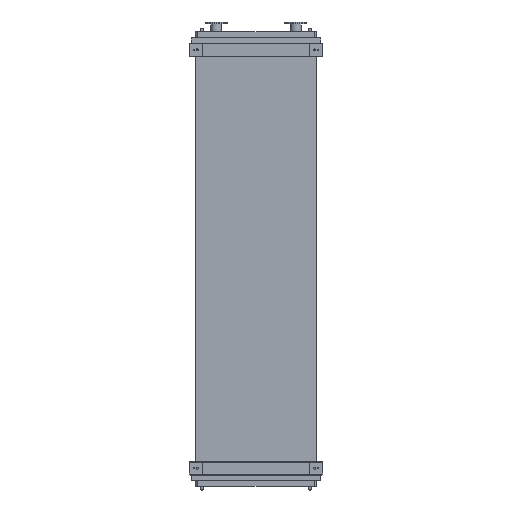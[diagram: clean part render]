
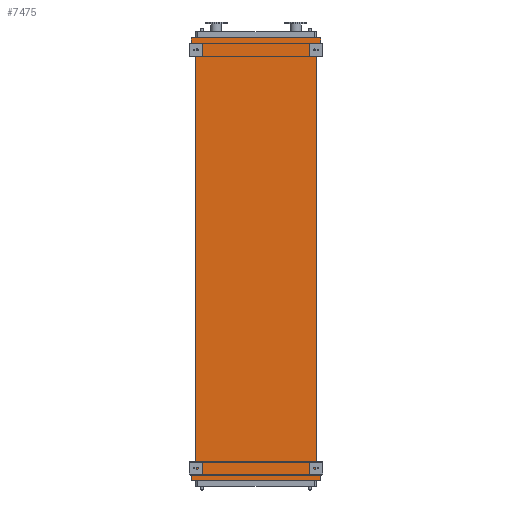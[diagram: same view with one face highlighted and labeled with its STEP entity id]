
A CAD part, front view. The second image highlights one B-rep face of the part: STEP entity #7475.
In plain terms, the highlighted planar face has unit normal (0, -1, 0).
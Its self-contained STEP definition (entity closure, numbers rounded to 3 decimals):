
#390 = CARTESIAN_POINT ( 'NONE',  ( 605., 0., -4250. ) ) ;
#596 = LINE ( 'NONE', #1575, #24822 ) ;
#892 = VECTOR ( 'NONE', #20646, 1000. ) ;
#1229 = VECTOR ( 'NONE', #1725, 1000. ) ;
#1575 = CARTESIAN_POINT ( 'NONE',  ( -605., 0., 0. ) ) ;
#1725 = DIRECTION ( 'NONE',  ( 0., 0., 1. ) ) ;
#1748 = DIRECTION ( 'NONE',  ( 0., 0., -1. ) ) ;
#1884 = LINE ( 'NONE', #24182, #11893 ) ;
#2469 = VERTEX_POINT ( 'NONE', #23182 ) ;
#3113 = ORIENTED_EDGE ( 'NONE', *, *, #17735, .T. ) ;
#3397 = DIRECTION ( 'NONE',  ( 0., 0., 1. ) ) ;
#3956 = VERTEX_POINT ( 'NONE', #18546 ) ;
#4022 = LINE ( 'NONE', #13352, #23694 ) ;
#4331 = VECTOR ( 'NONE', #12395, 1000. ) ;
#4359 = LINE ( 'NONE', #24105, #22336 ) ;
#4671 = ORIENTED_EDGE ( 'NONE', *, *, #16502, .F. ) ;
#5007 = DIRECTION ( 'NONE',  ( 0., 0., 1. ) ) ;
#5452 = CARTESIAN_POINT ( 'NONE',  ( -605., 0., -4250. ) ) ;
#5896 = ORIENTED_EDGE ( 'NONE', *, *, #18615, .F. ) ;
#5899 = CARTESIAN_POINT ( 'NONE',  ( -651., 0., -4303. ) ) ;
#6547 = VERTEX_POINT ( 'NONE', #18710 ) ;
#6919 = CARTESIAN_POINT ( 'NONE',  ( -605., 0., -4250. ) ) ;
#7229 = CARTESIAN_POINT ( 'NONE',  ( -651., 0., -4303. ) ) ;
#7347 = DIRECTION ( 'NONE',  ( 0., 0., -1. ) ) ;
#7475 = ADVANCED_FACE ( 'NONE', ( #23575 ), #19195, .T. ) ;
#7754 = ORIENTED_EDGE ( 'NONE', *, *, #19599, .F. ) ;
#8057 = ORIENTED_EDGE ( 'NONE', *, *, #17950, .F. ) ;
#8338 = LINE ( 'NONE', #7229, #13074 ) ;
#8411 = CARTESIAN_POINT ( 'NONE',  ( 605., 0., -4250. ) ) ;
#8759 = VERTEX_POINT ( 'NONE', #12896 ) ;
#9403 = CARTESIAN_POINT ( 'NONE',  ( -651., 0., 53. ) ) ;
#10264 = VERTEX_POINT ( 'NONE', #17914 ) ;
#10315 = ORIENTED_EDGE ( 'NONE', *, *, #17916, .F. ) ;
#10954 = LINE ( 'NONE', #8411, #15464 ) ;
#11159 = CARTESIAN_POINT ( 'NONE',  ( -651., 0., 95. ) ) ;
#11522 = CARTESIAN_POINT ( 'NONE',  ( -651., 0., -4345. ) ) ;
#11647 = VECTOR ( 'NONE', #5007, 1000. ) ;
#11648 = VERTEX_POINT ( 'NONE', #20530 ) ;
#11868 = LINE ( 'NONE', #11522, #1229 ) ;
#11893 = VECTOR ( 'NONE', #13348, 1000. ) ;
#12395 = DIRECTION ( 'NONE',  ( 0.655, 0., -0.755 ) ) ;
#12580 = DIRECTION ( 'NONE',  ( 0., 0., 1. ) ) ;
#12687 = EDGE_CURVE ( 'NONE', #8759, #10264, #22830, .T. ) ;
#12896 = CARTESIAN_POINT ( 'NONE',  ( -651., 0., 95. ) ) ;
#13074 = VECTOR ( 'NONE', #22484, 1000. ) ;
#13084 = DIRECTION ( 'NONE',  ( -0.655, 0., -0.755 ) ) ;
#13348 = DIRECTION ( 'NONE',  ( 0., 0., -1. ) ) ;
#13352 = CARTESIAN_POINT ( 'NONE',  ( 651., 0., -4303. ) ) ;
#13368 = VERTEX_POINT ( 'NONE', #5899 ) ;
#13675 = DIRECTION ( 'NONE',  ( 0., -1., 0. ) ) ;
#13677 = VERTEX_POINT ( 'NONE', #5452 ) ;
#14043 = ORIENTED_EDGE ( 'NONE', *, *, #18020, .F. ) ;
#14417 = VERTEX_POINT ( 'NONE', #22947 ) ;
#14927 = ORIENTED_EDGE ( 'NONE', *, *, #22347, .F. ) ;
#15464 = VECTOR ( 'NONE', #12580, 1000. ) ;
#15493 = CARTESIAN_POINT ( 'NONE',  ( 651., 0., 53. ) ) ;
#15754 = VECTOR ( 'NONE', #3397, 1000. ) ;
#15979 = CARTESIAN_POINT ( 'NONE',  ( -651., 0., -4345. ) ) ;
#15998 = LINE ( 'NONE', #18835, #892 ) ;
#16341 = ORIENTED_EDGE ( 'NONE', *, *, #18746, .F. ) ;
#16502 = EDGE_CURVE ( 'NONE', #13677, #3956, #22098, .T. ) ;
#16607 = AXIS2_PLACEMENT_3D ( 'NONE', #24571, #13675, #1748 ) ;
#16889 = DIRECTION ( 'NONE',  ( 1., 0., 0. ) ) ;
#17520 = VERTEX_POINT ( 'NONE', #15979 ) ;
#17735 = EDGE_CURVE ( 'NONE', #18140, #6547, #10954, .T. ) ;
#17844 = EDGE_CURVE ( 'NONE', #19945, #6547, #4359, .T. ) ;
#17914 = CARTESIAN_POINT ( 'NONE',  ( 651., 0., 95. ) ) ;
#17916 = EDGE_CURVE ( 'NONE', #10264, #19945, #1884, .T. ) ;
#17950 = EDGE_CURVE ( 'NONE', #2469, #8759, #20632, .T. ) ;
#18020 = EDGE_CURVE ( 'NONE', #3956, #2469, #596, .T. ) ;
#18140 = VERTEX_POINT ( 'NONE', #22965 ) ;
#18546 = CARTESIAN_POINT ( 'NONE',  ( -605., 0., 0. ) ) ;
#18615 = EDGE_CURVE ( 'NONE', #13368, #13677, #8338, .T. ) ;
#18710 = CARTESIAN_POINT ( 'NONE',  ( 605., 0., 0. ) ) ;
#18746 = EDGE_CURVE ( 'NONE', #17520, #13368, #11868, .T. ) ;
#18835 = CARTESIAN_POINT ( 'NONE',  ( 651., 0., -4345. ) ) ;
#19036 = DIRECTION ( 'NONE',  ( -0.655, 0., 0.755 ) ) ;
#19195 = PLANE ( 'NONE',  #16607 ) ;
#19207 = LINE ( 'NONE', #390, #4331 ) ;
#19599 = EDGE_CURVE ( 'NONE', #11648, #17520, #15998, .T. ) ;
#19692 = EDGE_LOOP ( 'NONE', ( #3113, #23977, #10315, #21505, #8057, #14043, #4671, #5896, #16341, #7754, #23463, #14927 ) ) ;
#19945 = VERTEX_POINT ( 'NONE', #15493 ) ;
#20530 = CARTESIAN_POINT ( 'NONE',  ( 651., 0., -4345. ) ) ;
#20632 = LINE ( 'NONE', #9403, #15754 ) ;
#20646 = DIRECTION ( 'NONE',  ( -1., 0., 0. ) ) ;
#21362 = EDGE_CURVE ( 'NONE', #14417, #11648, #4022, .T. ) ;
#21505 = ORIENTED_EDGE ( 'NONE', *, *, #12687, .F. ) ;
#22098 = LINE ( 'NONE', #6919, #11647 ) ;
#22266 = VECTOR ( 'NONE', #16889, 1000. ) ;
#22336 = VECTOR ( 'NONE', #13084, 1000. ) ;
#22347 = EDGE_CURVE ( 'NONE', #18140, #14417, #19207, .T. ) ;
#22484 = DIRECTION ( 'NONE',  ( 0.655, 0., 0.755 ) ) ;
#22830 = LINE ( 'NONE', #11159, #22266 ) ;
#22947 = CARTESIAN_POINT ( 'NONE',  ( 651., 0., -4303. ) ) ;
#22965 = CARTESIAN_POINT ( 'NONE',  ( 605., 0., -4250. ) ) ;
#23182 = CARTESIAN_POINT ( 'NONE',  ( -651., 0., 53. ) ) ;
#23463 = ORIENTED_EDGE ( 'NONE', *, *, #21362, .F. ) ;
#23575 = FACE_OUTER_BOUND ( 'NONE', #19692, .T. ) ;
#23694 = VECTOR ( 'NONE', #7347, 1000. ) ;
#23977 = ORIENTED_EDGE ( 'NONE', *, *, #17844, .F. ) ;
#24105 = CARTESIAN_POINT ( 'NONE',  ( 651., 0., 53. ) ) ;
#24182 = CARTESIAN_POINT ( 'NONE',  ( 651., 0., 95. ) ) ;
#24571 = CARTESIAN_POINT ( 'NONE',  ( -605., 0., -4250. ) ) ;
#24822 = VECTOR ( 'NONE', #19036, 1000. ) ;
